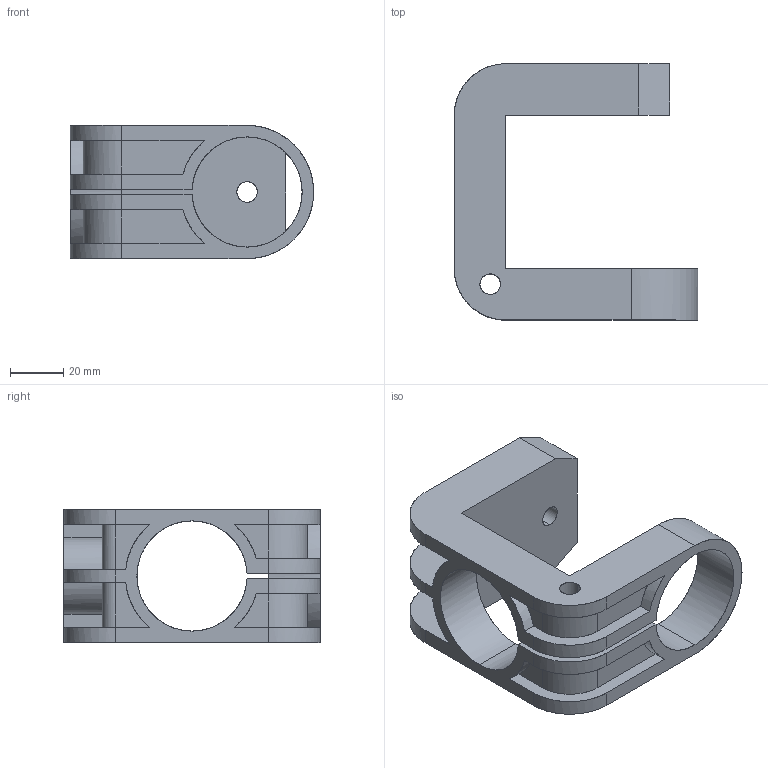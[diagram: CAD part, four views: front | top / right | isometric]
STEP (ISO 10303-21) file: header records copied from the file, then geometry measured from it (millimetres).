
FILE_DESCRIPTION(('FreeCAD Model'),'2;1');
FILE_NAME('Open CASCADE Shape Model','2025-05-07T16:54:54',('FreeCAD'),( 'FreeCAD'),'Open CASCADE STEP processor 7.6','FreeCAD','Unknown');
FILE_SCHEMA(('AUTOMOTIVE_DESIGN { 1 0 10303 214 1 1 1 1 }'));
Length unit declared in the file: millimetre
Products named in the file (1): Open CASCADE STEP translator 7.6 1
Bounding box: 91.65 x 96.47 x 50.17 mm (x, y, z)
Surface area: 39948.8 mm2 (no closed solid volume)
Topology: 0 solids, 63 shells, 63 faces, 1242 edges, 1242 vertices
Faces by surface type: bspline 63
Entity records: 10384 total; most frequent: CARTESIAN_POINT 5107, ORIENTED_EDGE 1242, EDGE_CURVE 1242, VERTEX_POINT 1242, B_SPLINE_CURVE_WITH_KNOTS 1178, FACE_BOUND 69, EDGE_LOOP 69, SHELL_BASED_SURFACE_MODEL 63
